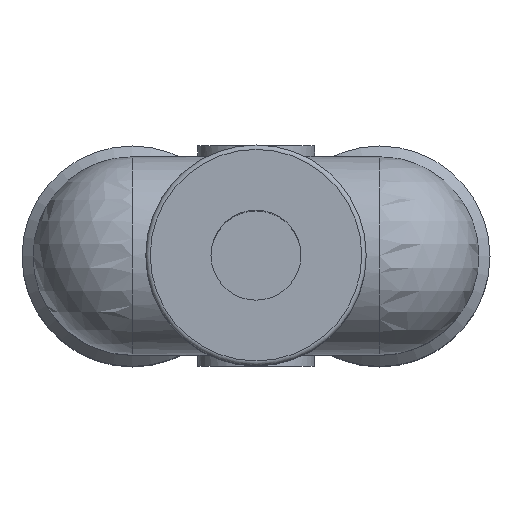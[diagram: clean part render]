
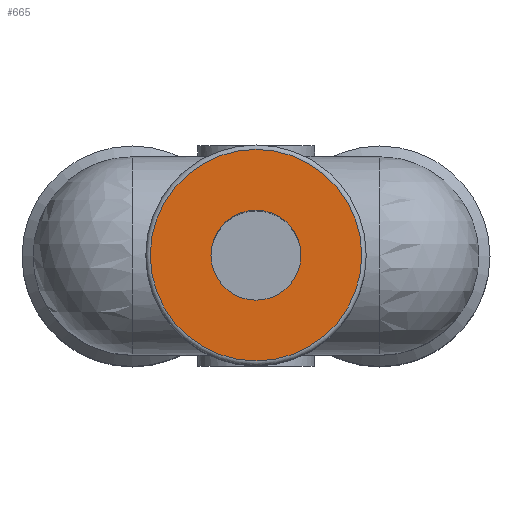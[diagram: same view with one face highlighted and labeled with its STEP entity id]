
A CAD part, top view. The second image highlights one B-rep face of the part: STEP entity #665.
In plain terms, the highlighted planar face has unit normal (0, 0, 1).
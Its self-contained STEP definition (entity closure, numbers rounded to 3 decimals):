
#24=PLANE('',#763);
#121=ORIENTED_EDGE('',*,*,#242,.F.);
#122=ORIENTED_EDGE('',*,*,#241,.T.);
#241=EDGE_CURVE('',#305,#305,#361,.T.);
#242=EDGE_CURVE('',#306,#306,#362,.T.);
#305=VERTEX_POINT('',#1210);
#306=VERTEX_POINT('',#1213);
#361=CIRCLE('',#762,4.7);
#362=CIRCLE('',#764,2.);
#432=EDGE_LOOP('',(#121));
#433=EDGE_LOOP('',(#122));
#544=FACE_BOUND('',#432,.T.);
#545=FACE_BOUND('',#433,.T.);
#665=ADVANCED_FACE('',(#544,#545),#24,.F.);
#762=AXIS2_PLACEMENT_3D('',#1209,#928,#929);
#763=AXIS2_PLACEMENT_3D('',#1211,#930,#931);
#764=AXIS2_PLACEMENT_3D('',#1212,#932,#933);
#928=DIRECTION('',(0.,0.,1.));
#929=DIRECTION('',(1.,0.,0.));
#930=DIRECTION('',(0.,0.,-1.));
#931=DIRECTION('',(-1.,0.,0.));
#932=DIRECTION('',(0.,0.,1.));
#933=DIRECTION('',(1.,0.,0.));
#1209=CARTESIAN_POINT('',(0.,0.,20.55));
#1210=CARTESIAN_POINT('',(4.7,0.,20.55));
#1211=CARTESIAN_POINT('',(4.7,0.,20.55));
#1212=CARTESIAN_POINT('',(0.,0.,20.55));
#1213=CARTESIAN_POINT('',(2.,0.,20.55));
